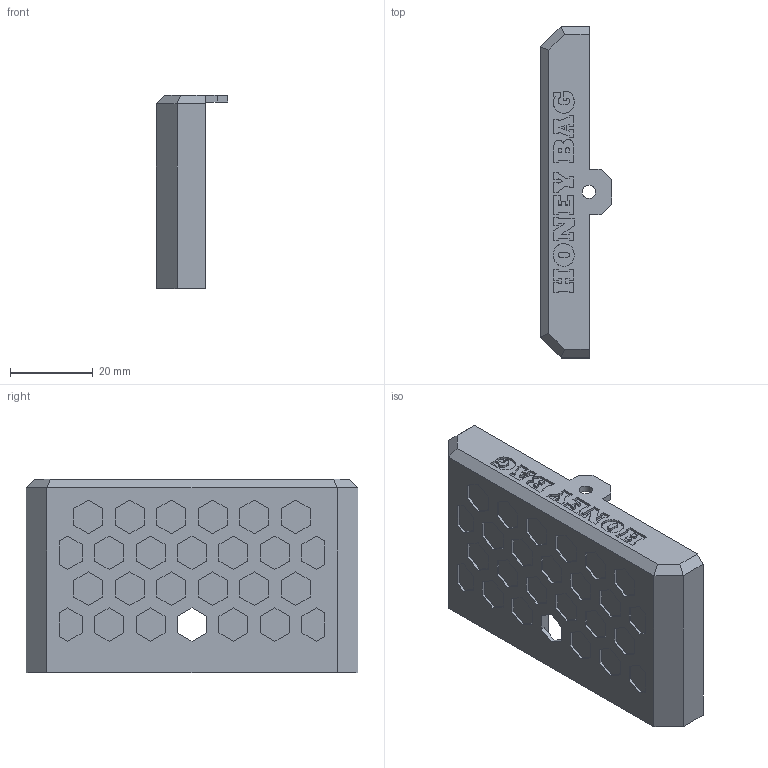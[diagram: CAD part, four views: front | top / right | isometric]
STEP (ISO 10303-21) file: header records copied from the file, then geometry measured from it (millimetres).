
FILE_DESCRIPTION(('STEP AP242'), '1');
FILE_NAME('Case_top', '', ('UNSPECIFIED'), ('UNSPECIFIED'), 'C3D Converter', 'C3D Toolkit', '');
FILE_SCHEMA(('AP242_MANAGED_MODEL_BASED_3D_ENGINEERING_MIM_LF { 1 0 10303 442 1 1 4 }'));
Length unit declared in the file: millimetre
Bounding box: 17.2 x 80 x 46.6 mm (x, y, z)
Volume: 10703.6 mm3; surface area: 11318.3 mm2
Topology: 1 solids, 1 shells, 425 faces, 1155 edges, 768 vertices
Faces by surface type: plane 369, extrusion 55, cylinder 1
Full cylindrical faces by diameter (mm): 3.2 x1
Entity records: 16651 total; most frequent: CARTESIAN_POINT 2678, ORIENTED_EDGE 2308, DIRECTION 1843, EDGE_CURVE 1154, VECTOR 1097, LINE 1042, VERTEX_POINT 768, EDGE_LOOP 466
